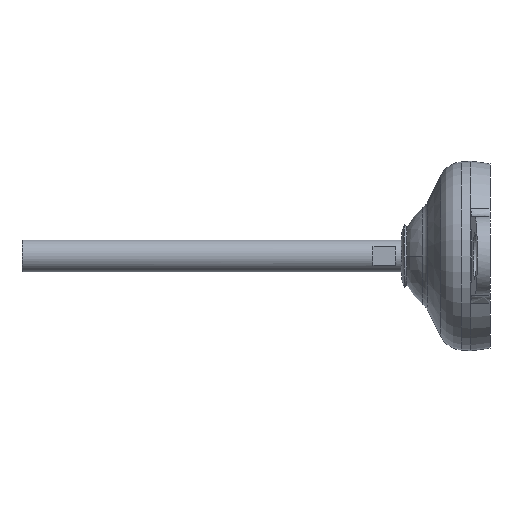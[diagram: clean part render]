
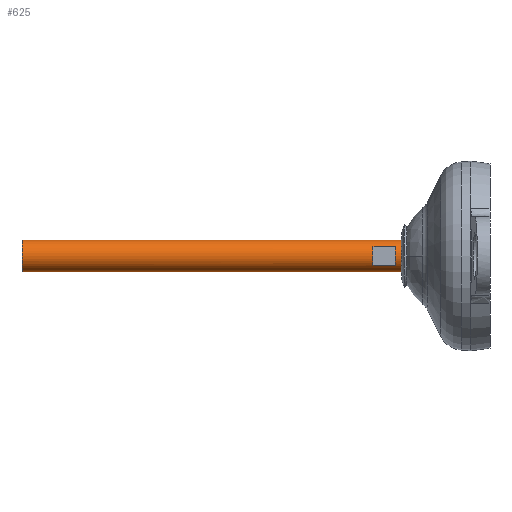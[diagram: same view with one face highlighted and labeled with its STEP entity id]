
A CAD part, left-side view. The second image highlights one B-rep face of the part: STEP entity #625.
In plain terms, the highlighted cylindrical face has radius 5 mm (diameter 10 mm), a partial arc.
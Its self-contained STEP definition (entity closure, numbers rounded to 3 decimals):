
#7 = ORIENTED_EDGE ( 'NONE', *, *, #1345, .T. ) ;
#28 = AXIS2_PLACEMENT_3D ( 'NONE', #541, #1320, #464 ) ;
#29 = DIRECTION ( 'NONE',  ( 0., 0., -1. ) ) ;
#70 = DIRECTION ( 'NONE',  ( 0., -1., 0. ) ) ;
#85 = CIRCLE ( 'NONE', #1400, 5. ) ;
#98 = ORIENTED_EDGE ( 'NONE', *, *, #1233, .T. ) ;
#122 = CARTESIAN_POINT ( 'NONE',  ( 0., 148., -5. ) ) ;
#157 = CYLINDRICAL_SURFACE ( 'NONE', #28, 5. ) ;
#166 = EDGE_CURVE ( 'NONE', #996, #890, #269, .T. ) ;
#190 = CARTESIAN_POINT ( 'NONE',  ( 0., 28., 0. ) ) ;
#192 = ORIENTED_EDGE ( 'NONE', *, *, #1299, .F. ) ;
#194 = VECTOR ( 'NONE', #1497, 1000. ) ;
#197 = LINE ( 'NONE', #1228, #404 ) ;
#201 = EDGE_CURVE ( 'NONE', #328, #483, #544, .T. ) ;
#222 = EDGE_CURVE ( 'NONE', #328, #996, #576, .T. ) ;
#226 = VERTEX_POINT ( 'NONE', #1235 ) ;
#269 = LINE ( 'NONE', #1568, #1092 ) ;
#295 = DIRECTION ( 'NONE',  ( 0., -1., 0. ) ) ;
#298 = AXIS2_PLACEMENT_3D ( 'NONE', #1487, #976, #837 ) ;
#305 = LINE ( 'NONE', #1331, #194 ) ;
#316 = DIRECTION ( 'NONE',  ( 0., -1., 0. ) ) ;
#327 = DIRECTION ( 'NONE',  ( 0., 0., -1. ) ) ;
#328 = VERTEX_POINT ( 'NONE', #1366 ) ;
#343 = CARTESIAN_POINT ( 'NONE',  ( 0., 28., -5. ) ) ;
#404 = VECTOR ( 'NONE', #734, 1000. ) ;
#408 = CARTESIAN_POINT ( 'NONE',  ( 0., 30., 0. ) ) ;
#464 = DIRECTION ( 'NONE',  ( 0., 0., -1. ) ) ;
#483 = VERTEX_POINT ( 'NONE', #662 ) ;
#512 = AXIS2_PLACEMENT_3D ( 'NONE', #190, #1075, #327 ) ;
#541 = CARTESIAN_POINT ( 'NONE',  ( 0., 0., 0. ) ) ;
#544 = LINE ( 'NONE', #1054, #1464 ) ;
#549 = VERTEX_POINT ( 'NONE', #1053 ) ;
#566 = ORIENTED_EDGE ( 'NONE', *, *, #222, .T. ) ;
#576 = CIRCLE ( 'NONE', #1165, 5. ) ;
#577 = VERTEX_POINT ( 'NONE', #1417 ) ;
#579 = EDGE_CURVE ( 'NONE', #950, #577, #1647, .T. ) ;
#597 = CARTESIAN_POINT ( 'NONE',  ( -4., 30., 3. ) ) ;
#617 = ORIENTED_EDGE ( 'NONE', *, *, #1276, .T. ) ;
#625 = ADVANCED_FACE ( 'NONE', ( #785, #1309 ), #157, .T. ) ;
#662 = CARTESIAN_POINT ( 'NONE',  ( 0., 28., 5. ) ) ;
#700 = EDGE_LOOP ( 'NONE', ( #1583, #566, #1031, #192, #1342 ) ) ;
#734 = DIRECTION ( 'NONE',  ( 0., -1., 0. ) ) ;
#785 = FACE_OUTER_BOUND ( 'NONE', #700, .T. ) ;
#822 = DIRECTION ( 'NONE',  ( 0., 0., -1. ) ) ;
#837 = DIRECTION ( 'NONE',  ( 0., 0., 1. ) ) ;
#861 = ORIENTED_EDGE ( 'NONE', *, *, #579, .T. ) ;
#890 = VERTEX_POINT ( 'NONE', #343 ) ;
#907 = EDGE_CURVE ( 'NONE', #483, #226, #1017, .T. ) ;
#950 = VERTEX_POINT ( 'NONE', #597 ) ;
#976 = DIRECTION ( 'NONE',  ( 0., 1., 0. ) ) ;
#981 = DIRECTION ( 'NONE',  ( 0., 0., -1. ) ) ;
#996 = VERTEX_POINT ( 'NONE', #122 ) ;
#1017 = CIRCLE ( 'NONE', #512, 5. ) ;
#1031 = ORIENTED_EDGE ( 'NONE', *, *, #166, .T. ) ;
#1042 = EDGE_LOOP ( 'NONE', ( #617, #98, #7, #861 ) ) ;
#1053 = CARTESIAN_POINT ( 'NONE',  ( -4., 37., 3. ) ) ;
#1054 = CARTESIAN_POINT ( 'NONE',  ( 0., 0., 5. ) ) ;
#1069 = AXIS2_PLACEMENT_3D ( 'NONE', #408, #1194, #29 ) ;
#1075 = DIRECTION ( 'NONE',  ( 0., -1., 0. ) ) ;
#1092 = VECTOR ( 'NONE', #295, 1000. ) ;
#1104 = VERTEX_POINT ( 'NONE', #1430 ) ;
#1165 = AXIS2_PLACEMENT_3D ( 'NONE', #1227, #70, #981 ) ;
#1194 = DIRECTION ( 'NONE',  ( 0., -1., 0. ) ) ;
#1227 = CARTESIAN_POINT ( 'NONE',  ( 0., 148., 0. ) ) ;
#1228 = CARTESIAN_POINT ( 'NONE',  ( -4., 0., 3. ) ) ;
#1233 = EDGE_CURVE ( 'NONE', #1104, #549, #1424, .T. ) ;
#1235 = CARTESIAN_POINT ( 'NONE',  ( -5., 28., 0. ) ) ;
#1276 = EDGE_CURVE ( 'NONE', #577, #1104, #305, .T. ) ;
#1299 = EDGE_CURVE ( 'NONE', #226, #890, #85, .T. ) ;
#1309 = FACE_BOUND ( 'NONE', #1042, .T. ) ;
#1320 = DIRECTION ( 'NONE',  ( 0., -1., 0. ) ) ;
#1331 = CARTESIAN_POINT ( 'NONE',  ( -4., 0., -3. ) ) ;
#1342 = ORIENTED_EDGE ( 'NONE', *, *, #907, .F. ) ;
#1345 = EDGE_CURVE ( 'NONE', #549, #950, #197, .T. ) ;
#1366 = CARTESIAN_POINT ( 'NONE',  ( 0., 148., 5. ) ) ;
#1400 = AXIS2_PLACEMENT_3D ( 'NONE', #1466, #316, #822 ) ;
#1417 = CARTESIAN_POINT ( 'NONE',  ( -4., 30., -3. ) ) ;
#1424 = CIRCLE ( 'NONE', #298, 5. ) ;
#1430 = CARTESIAN_POINT ( 'NONE',  ( -4., 37., -3. ) ) ;
#1454 = DIRECTION ( 'NONE',  ( 0., -1., 0. ) ) ;
#1464 = VECTOR ( 'NONE', #1454, 1000. ) ;
#1466 = CARTESIAN_POINT ( 'NONE',  ( 0., 28., 0. ) ) ;
#1487 = CARTESIAN_POINT ( 'NONE',  ( 0., 37., 0. ) ) ;
#1497 = DIRECTION ( 'NONE',  ( 0., 1., 0. ) ) ;
#1568 = CARTESIAN_POINT ( 'NONE',  ( 0., 0., -5. ) ) ;
#1583 = ORIENTED_EDGE ( 'NONE', *, *, #201, .F. ) ;
#1647 = CIRCLE ( 'NONE', #1069, 5. ) ;
